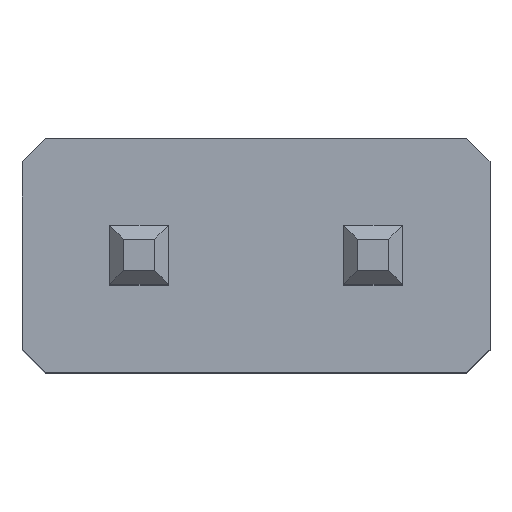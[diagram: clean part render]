
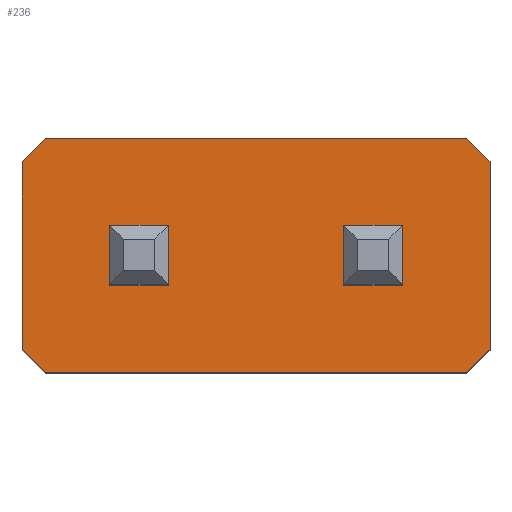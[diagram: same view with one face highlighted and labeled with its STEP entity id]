
A CAD part, top view. The second image highlights one B-rep face of the part: STEP entity #236.
In plain terms, the highlighted planar face has unit normal (0, 0, 1).
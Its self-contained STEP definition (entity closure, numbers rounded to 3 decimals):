
#32 = VERTEX_POINT('',#33);
#33 = CARTESIAN_POINT('',(-1.27,1.02,2.54));
#39 = EDGE_CURVE('',#32,#40,#42,.T.);
#40 = VERTEX_POINT('',#41);
#41 = CARTESIAN_POINT('',(-1.27,-1.02,2.54));
#42 = LINE('',#43,#44);
#43 = CARTESIAN_POINT('',(-1.27,1.27,2.54));
#44 = VECTOR('',#45,1.);
#45 = DIRECTION('',(0.,-1.,0.));
#194 = EDGE_CURVE('',#32,#195,#197,.T.);
#195 = VERTEX_POINT('',#196);
#196 = CARTESIAN_POINT('',(-1.02,1.27,2.54));
#197 = LINE('',#198,#199);
#198 = CARTESIAN_POINT('',(-0.828,1.463,2.54));
#199 = VECTOR('',#200,1.);
#200 = DIRECTION('',(0.707,0.707,0.));
#218 = EDGE_CURVE('',#40,#219,#221,.T.);
#219 = VERTEX_POINT('',#220);
#220 = CARTESIAN_POINT('',(-1.02,-1.27,2.54));
#221 = LINE('',#222,#223);
#222 = CARTESIAN_POINT('',(-0.828,-1.463,2.54));
#223 = VECTOR('',#224,1.);
#224 = DIRECTION('',(0.707,-0.707,0.));
#236 = ADVANCED_FACE('',(#237,#280,#314),#348,.T.);
#237 = FACE_BOUND('',#238,.T.);
#238 = EDGE_LOOP('',(#239,#240,#241,#249,#257,#265,#273,#279));
#239 = ORIENTED_EDGE('',*,*,#39,.T.);
#240 = ORIENTED_EDGE('',*,*,#218,.T.);
#241 = ORIENTED_EDGE('',*,*,#242,.T.);
#242 = EDGE_CURVE('',#219,#243,#245,.T.);
#243 = VERTEX_POINT('',#244);
#244 = CARTESIAN_POINT('',(3.56,-1.27,2.54));
#245 = LINE('',#246,#247);
#246 = CARTESIAN_POINT('',(-1.27,-1.27,2.54));
#247 = VECTOR('',#248,1.);
#248 = DIRECTION('',(1.,0.,0.));
#249 = ORIENTED_EDGE('',*,*,#250,.T.);
#250 = EDGE_CURVE('',#243,#251,#253,.T.);
#251 = VERTEX_POINT('',#252);
#252 = CARTESIAN_POINT('',(3.81,-1.02,2.54));
#253 = LINE('',#254,#255);
#254 = CARTESIAN_POINT('',(3.368,-1.463,2.54));
#255 = VECTOR('',#256,1.);
#256 = DIRECTION('',(0.707,0.707,0.));
#257 = ORIENTED_EDGE('',*,*,#258,.T.);
#258 = EDGE_CURVE('',#251,#259,#261,.T.);
#259 = VERTEX_POINT('',#260);
#260 = CARTESIAN_POINT('',(3.81,1.02,2.54));
#261 = LINE('',#262,#263);
#262 = CARTESIAN_POINT('',(3.81,-1.27,2.54));
#263 = VECTOR('',#264,1.);
#264 = DIRECTION('',(0.,1.,0.));
#265 = ORIENTED_EDGE('',*,*,#266,.T.);
#266 = EDGE_CURVE('',#259,#267,#269,.T.);
#267 = VERTEX_POINT('',#268);
#268 = CARTESIAN_POINT('',(3.56,1.27,2.54));
#269 = LINE('',#270,#271);
#270 = CARTESIAN_POINT('',(3.368,1.463,2.54));
#271 = VECTOR('',#272,1.);
#272 = DIRECTION('',(-0.707,0.707,0.));
#273 = ORIENTED_EDGE('',*,*,#274,.T.);
#274 = EDGE_CURVE('',#267,#195,#275,.T.);
#275 = LINE('',#276,#277);
#276 = CARTESIAN_POINT('',(3.81,1.27,2.54));
#277 = VECTOR('',#278,1.);
#278 = DIRECTION('',(-1.,0.,0.));
#279 = ORIENTED_EDGE('',*,*,#194,.F.);
#280 = FACE_BOUND('',#281,.T.);
#281 = EDGE_LOOP('',(#282,#292,#300,#308));
#282 = ORIENTED_EDGE('',*,*,#283,.T.);
#283 = EDGE_CURVE('',#284,#286,#288,.T.);
#284 = VERTEX_POINT('',#285);
#285 = CARTESIAN_POINT('',(2.86,-0.32,2.54));
#286 = VERTEX_POINT('',#287);
#287 = CARTESIAN_POINT('',(2.22,-0.32,2.54));
#288 = LINE('',#289,#290);
#289 = CARTESIAN_POINT('',(1.745,-0.32,2.54));
#290 = VECTOR('',#291,1.);
#291 = DIRECTION('',(-1.,0.,0.));
#292 = ORIENTED_EDGE('',*,*,#293,.T.);
#293 = EDGE_CURVE('',#286,#294,#296,.T.);
#294 = VERTEX_POINT('',#295);
#295 = CARTESIAN_POINT('',(2.22,0.32,2.54));
#296 = LINE('',#297,#298);
#297 = CARTESIAN_POINT('',(2.22,0.16,2.54));
#298 = VECTOR('',#299,1.);
#299 = DIRECTION('',(0.,1.,0.));
#300 = ORIENTED_EDGE('',*,*,#301,.T.);
#301 = EDGE_CURVE('',#294,#302,#304,.T.);
#302 = VERTEX_POINT('',#303);
#303 = CARTESIAN_POINT('',(2.86,0.32,2.54));
#304 = LINE('',#305,#306);
#305 = CARTESIAN_POINT('',(2.065,0.32,2.54));
#306 = VECTOR('',#307,1.);
#307 = DIRECTION('',(1.,0.,0.));
#308 = ORIENTED_EDGE('',*,*,#309,.T.);
#309 = EDGE_CURVE('',#302,#284,#310,.T.);
#310 = LINE('',#311,#312);
#311 = CARTESIAN_POINT('',(2.86,-0.16,2.54));
#312 = VECTOR('',#313,1.);
#313 = DIRECTION('',(0.,-1.,0.));
#314 = FACE_BOUND('',#315,.T.);
#315 = EDGE_LOOP('',(#316,#326,#334,#342));
#316 = ORIENTED_EDGE('',*,*,#317,.T.);
#317 = EDGE_CURVE('',#318,#320,#322,.T.);
#318 = VERTEX_POINT('',#319);
#319 = CARTESIAN_POINT('',(0.32,0.32,2.54));
#320 = VERTEX_POINT('',#321);
#321 = CARTESIAN_POINT('',(0.32,-0.32,2.54));
#322 = LINE('',#323,#324);
#323 = CARTESIAN_POINT('',(0.32,-0.16,2.54));
#324 = VECTOR('',#325,1.);
#325 = DIRECTION('',(0.,-1.,0.));
#326 = ORIENTED_EDGE('',*,*,#327,.T.);
#327 = EDGE_CURVE('',#320,#328,#330,.T.);
#328 = VERTEX_POINT('',#329);
#329 = CARTESIAN_POINT('',(-0.32,-0.32,2.54));
#330 = LINE('',#331,#332);
#331 = CARTESIAN_POINT('',(0.475,-0.32,2.54));
#332 = VECTOR('',#333,1.);
#333 = DIRECTION('',(-1.,0.,0.));
#334 = ORIENTED_EDGE('',*,*,#335,.T.);
#335 = EDGE_CURVE('',#328,#336,#338,.T.);
#336 = VERTEX_POINT('',#337);
#337 = CARTESIAN_POINT('',(-0.32,0.32,2.54));
#338 = LINE('',#339,#340);
#339 = CARTESIAN_POINT('',(-0.32,0.16,2.54));
#340 = VECTOR('',#341,1.);
#341 = DIRECTION('',(0.,1.,0.));
#342 = ORIENTED_EDGE('',*,*,#343,.T.);
#343 = EDGE_CURVE('',#336,#318,#344,.T.);
#344 = LINE('',#345,#346);
#345 = CARTESIAN_POINT('',(0.795,0.32,2.54));
#346 = VECTOR('',#347,1.);
#347 = DIRECTION('',(1.,0.,0.));
#348 = PLANE('',#349);
#349 = AXIS2_PLACEMENT_3D('',#350,#351,#352);
#350 = CARTESIAN_POINT('',(1.27,0.,2.54));
#351 = DIRECTION('',(0.,0.,1.));
#352 = DIRECTION('',(0.,-1.,0.));
